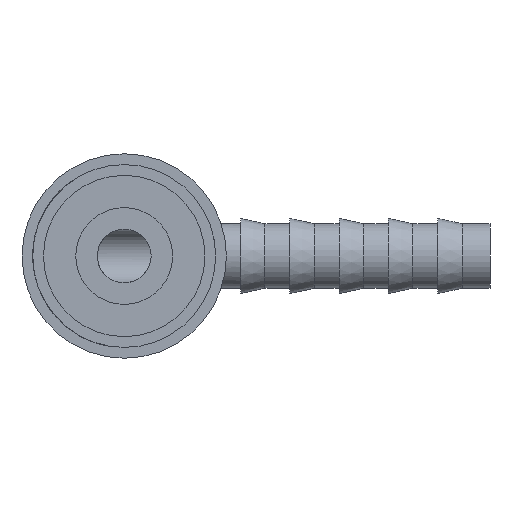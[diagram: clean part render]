
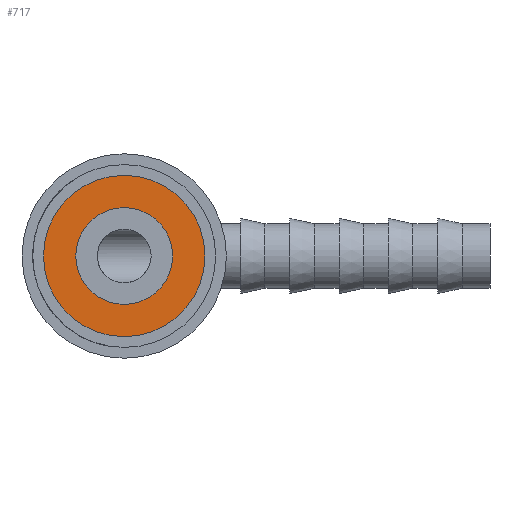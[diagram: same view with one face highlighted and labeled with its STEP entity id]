
A CAD part, left-side view. The second image highlights one B-rep face of the part: STEP entity #717.
In plain terms, the highlighted planar face has unit normal (-1, 0, 0).
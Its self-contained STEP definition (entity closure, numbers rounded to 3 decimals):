
#148 = VERTEX_POINT ( 'NONE', #316 ) ;
#272 = VERTEX_POINT ( 'NONE', #7906 ) ;
#316 = CARTESIAN_POINT ( 'NONE',  ( 0., 0., -7.5 ) ) ;
#662 = AXIS2_PLACEMENT_3D ( 'NONE', #3062, #6980, #5798 ) ;
#717 = ADVANCED_FACE ( 'NONE', ( #7296, #3162 ), #3835, .F. ) ;
#778 = EDGE_CURVE ( 'NONE', #5394, #148, #5246, .T. ) ;
#847 = EDGE_LOOP ( 'NONE', ( #2654, #6379 ) ) ;
#1036 = DIRECTION ( 'NONE',  ( 1., 0., 0. ) ) ;
#1091 = DIRECTION ( 'NONE',  ( 1., 0., 0. ) ) ;
#1514 = DIRECTION ( 'NONE',  ( -1., 0., 0. ) ) ;
#1956 = CIRCLE ( 'NONE', #2525, 7.5 ) ;
#2146 = EDGE_CURVE ( 'NONE', #148, #5394, #1956, .T. ) ;
#2368 = AXIS2_PLACEMENT_3D ( 'NONE', #3120, #1091, #3207 ) ;
#2444 = DIRECTION ( 'NONE',  ( 0., 0., -1. ) ) ;
#2525 = AXIS2_PLACEMENT_3D ( 'NONE', #5696, #1514, #2823 ) ;
#2654 = ORIENTED_EDGE ( 'NONE', *, *, #4072, .T. ) ;
#2823 = DIRECTION ( 'NONE',  ( 0., 0., 1. ) ) ;
#3062 = CARTESIAN_POINT ( 'NONE',  ( 0., 0., 0. ) ) ;
#3120 = CARTESIAN_POINT ( 'NONE',  ( 0., 0., 0. ) ) ;
#3145 = CARTESIAN_POINT ( 'NONE',  ( 0., 0., 7.5 ) ) ;
#3162 = FACE_OUTER_BOUND ( 'NONE', #7771, .T. ) ;
#3207 = DIRECTION ( 'NONE',  ( 0., 0., -1. ) ) ;
#3835 = PLANE ( 'NONE',  #2368 ) ;
#4006 = ORIENTED_EDGE ( 'NONE', *, *, #778, .T. ) ;
#4072 = EDGE_CURVE ( 'NONE', #5250, #272, #6405, .T. ) ;
#4491 = DIRECTION ( 'NONE',  ( 0., 0., -1. ) ) ;
#5246 = CIRCLE ( 'NONE', #662, 7.5 ) ;
#5250 = VERTEX_POINT ( 'NONE', #5456 ) ;
#5394 = VERTEX_POINT ( 'NONE', #3145 ) ;
#5406 = ORIENTED_EDGE ( 'NONE', *, *, #2146, .T. ) ;
#5456 = CARTESIAN_POINT ( 'NONE',  ( 0., 0., 4.5 ) ) ;
#5541 = AXIS2_PLACEMENT_3D ( 'NONE', #5797, #1036, #4491 ) ;
#5696 = CARTESIAN_POINT ( 'NONE',  ( 0., 0., 0. ) ) ;
#5797 = CARTESIAN_POINT ( 'NONE',  ( 0., 0., 0. ) ) ;
#5798 = DIRECTION ( 'NONE',  ( 0., 0., 1. ) ) ;
#6379 = ORIENTED_EDGE ( 'NONE', *, *, #7886, .T. ) ;
#6405 = CIRCLE ( 'NONE', #7557, 4.5 ) ;
#6962 = CARTESIAN_POINT ( 'NONE',  ( 0., 0., 0. ) ) ;
#6980 = DIRECTION ( 'NONE',  ( -1., 0., 0. ) ) ;
#7269 = CIRCLE ( 'NONE', #5541, 4.5 ) ;
#7296 = FACE_BOUND ( 'NONE', #847, .T. ) ;
#7557 = AXIS2_PLACEMENT_3D ( 'NONE', #6962, #8263, #2444 ) ;
#7771 = EDGE_LOOP ( 'NONE', ( #4006, #5406 ) ) ;
#7886 = EDGE_CURVE ( 'NONE', #272, #5250, #7269, .T. ) ;
#7906 = CARTESIAN_POINT ( 'NONE',  ( 0., 0., -4.5 ) ) ;
#8263 = DIRECTION ( 'NONE',  ( 1., 0., 0. ) ) ;
